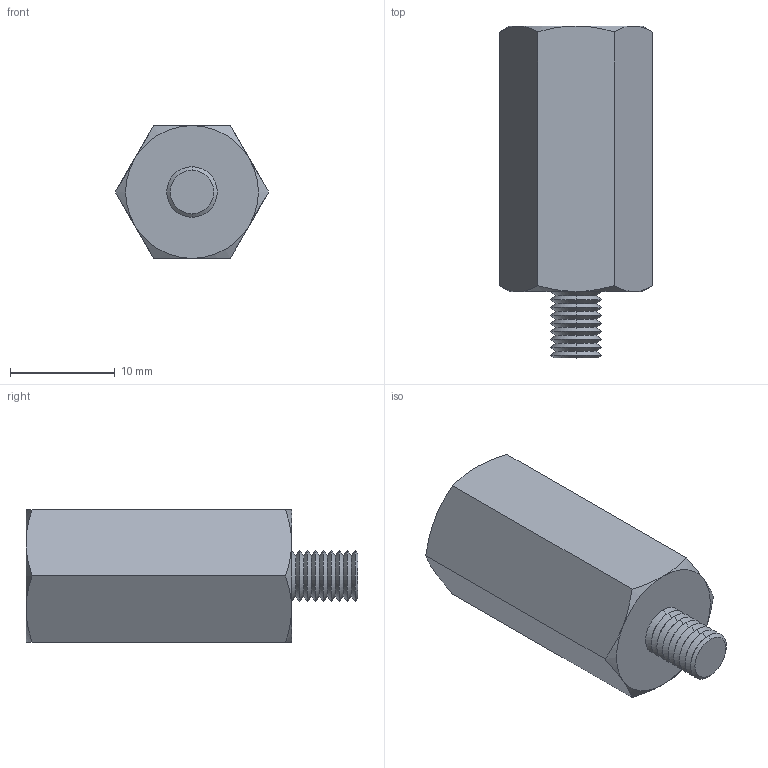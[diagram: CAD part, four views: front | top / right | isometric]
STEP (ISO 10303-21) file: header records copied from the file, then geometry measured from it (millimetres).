
FILE_DESCRIPTION (( 'STEP AP214' ), '1' );
FILE_NAME ('TEFA-0003 _3D.step', '2023-10-31T17:46:20', ( '' ), ( '' ), 'SwSTEP 2.0', 'SolidWorks 2022', '' );
FILE_SCHEMA (( 'AUTOMOTIVE_DESIGN' ));
Length unit declared in the file: inch
Products named in the file (1): TEFA-0003 _3D
Bounding box: 14.66 x 31.75 x 12.7 mm (x, y, z)
Volume: 3362.7 mm3; surface area: 1879.1 mm2
Topology: 1 solids, 1 shells, 126 faces, 254 edges, 132 vertices
Faces by surface type: cone 114, plane 10, cylinder 2
Entity records: 3310 total; most frequent: CARTESIAN_POINT 649, DIRECTION 604, ORIENTED_EDGE 508, EDGE_CURVE 254, AXIS2_PLACEMENT_3D 247, VERTEX_POINT 132, EDGE_LOOP 128, ADVANCED_FACE 126
